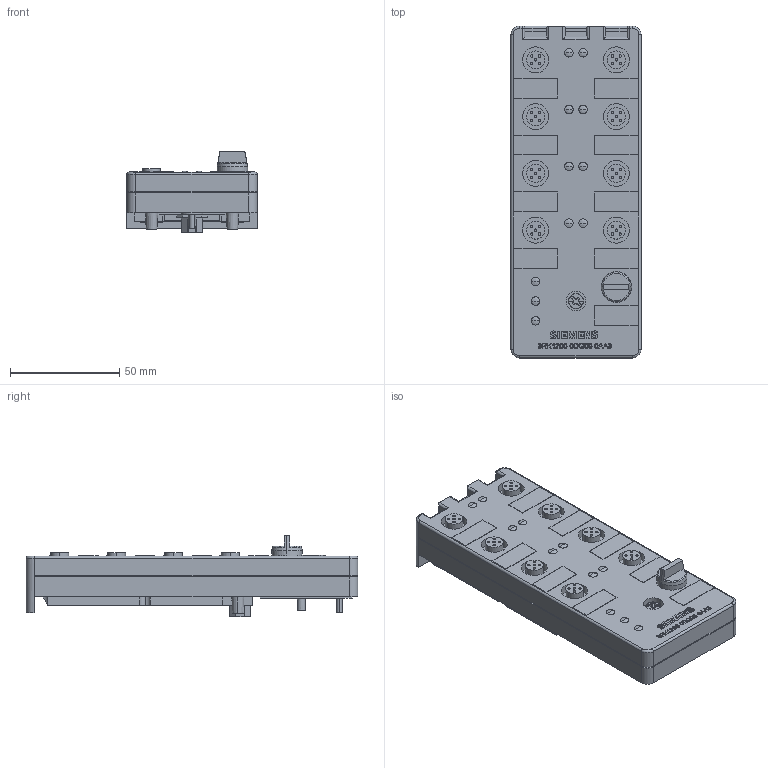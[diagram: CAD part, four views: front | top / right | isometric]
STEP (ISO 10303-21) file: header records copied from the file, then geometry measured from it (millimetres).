
FILE_DESCRIPTION(('STEP AP214'),'1');
FILE_NAME('cctmp_95DDFD68-6A6D-4875-AFA7-E22FB47B2D0F_2023_07_24_17_58_05_0757..stp','2023-07-24T15:58:07',('SIEMENS A&D'),('CADClick - www.CADClick.com'),'Spatial InterOp 3D postprocessed',' ','unknown authorization');
FILE_SCHEMA(('AUTOMOTIVE_DESIGN'));
Length unit declared in the file: millimetre
Products named in the file (1): 2023_07_24_17_58_05_0694
Bounding box: 59.6 x 152 x 37.2 mm (x, y, z)
Volume: 183641.1 mm3; surface area: 36103.5 mm2
Topology: 1 solids, 12 shells, 850 faces, 2124 edges, 1396 vertices
Faces by surface type: plane 451, cylinder 203, bspline 150, sphere 24, cone 12, torus 10
Entity records: 36198 total; most frequent: CARTESIAN_POINT 14091, ORIENTED_EDGE 4186, DIRECTION 3627, EDGE_CURVE 2093, VERTEX_POINT 1393, LINE 1265, VECTOR 1265, AXIS2_PLACEMENT_3D 1181
